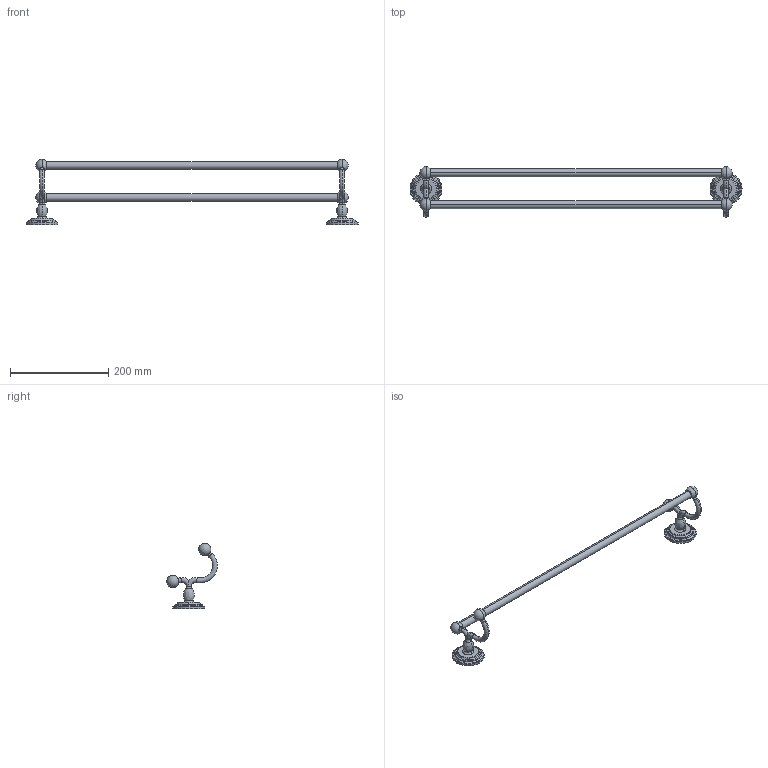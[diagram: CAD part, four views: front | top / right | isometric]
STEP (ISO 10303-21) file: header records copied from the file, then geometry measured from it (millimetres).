
FILE_DESCRIPTION((''),'2;1');
FILE_NAME('1122-24','2021-08-12T14:20:53',('Jinson'),(''),'CREO PARAMETRIC BY PTC INC, 2018400','CREO PARAMETRIC BY PTC INC, 2018400','');
FILE_SCHEMA(('CONFIG_CONTROL_DESIGN'));
Length unit declared in the file: inch
Products named in the file (1): 1122-24
Bounding box: 674.62 x 102.86 x 132.52 mm (x, y, z)
Volume: 368689.5 mm3; surface area: 93991.8 mm2
Topology: 1 solids, 1 shells, 104 faces, 220 edges, 122 vertices
Faces by surface type: torus 48, cylinder 32, plane 12, sphere 8, bspline 4
Entity records: 2936 total; most frequent: CARTESIAN_POINT 586, DIRECTION 584, ORIENTED_EDGE 424, AXIS2_PLACEMENT_3D 276, EDGE_CURVE 212, CIRCLE 176, VERTEX_POINT 122, EDGE_LOOP 118
